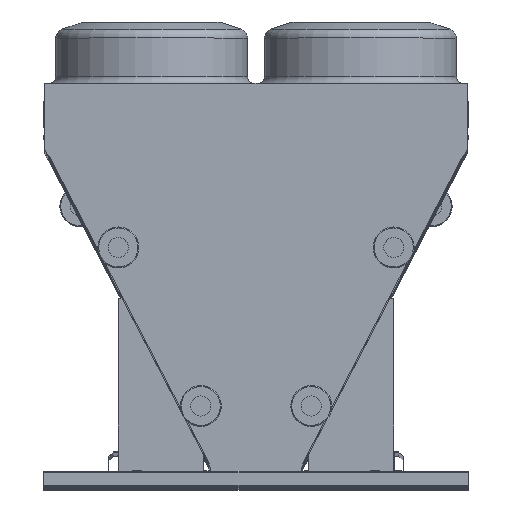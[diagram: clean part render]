
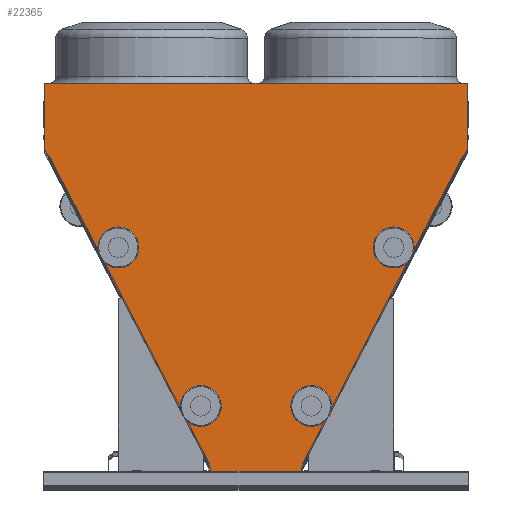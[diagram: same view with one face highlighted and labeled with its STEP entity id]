
A CAD part, top view. The second image highlights one B-rep face of the part: STEP entity #22365.
In plain terms, the highlighted planar face has unit normal (0, 0, 1).
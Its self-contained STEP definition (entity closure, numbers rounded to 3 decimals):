
#1300 = CARTESIAN_POINT ( 'NONE',  ( -1136.282, 1727.462, 0. ) ) ;
#1440 = CARTESIAN_POINT ( 'NONE',  ( -279.893, 1.482, 0. ) ) ;
#1642 = DIRECTION ( 'NONE',  ( 0., -1., 0. ) ) ;
#2459 = EDGE_CURVE ( 'NONE', #24997, #4448, #46700, .T. ) ;
#2723 = VECTOR ( 'NONE', #16570, 1000. ) ;
#3956 = CARTESIAN_POINT ( 'NONE',  ( 1127.607, 1711.053, 0. ) ) ;
#3971 = CARTESIAN_POINT ( 'NONE',  ( 1136.15, 1727.462, 0. ) ) ;
#3999 = VERTEX_POINT ( 'NONE', #4240 ) ;
#4240 = CARTESIAN_POINT ( 'NONE',  ( -279.893, 1.482, 0. ) ) ;
#4448 = VERTEX_POINT ( 'NONE', #29444 ) ;
#4553 = LINE ( 'NONE', #20373, #5940 ) ;
#4992 = ORIENTED_EDGE ( 'NONE', *, *, #48941, .T. ) ;
#5013 = ORIENTED_EDGE ( 'NONE', *, *, #31461, .T. ) ;
#5026 = EDGE_CURVE ( 'NONE', #29375, #48331, #20162, .T. ) ;
#5329 = VECTOR ( 'NONE', #32042, 1000. ) ;
#5537 = ORIENTED_EDGE ( 'NONE', *, *, #2459, .T. ) ;
#5761 = CARTESIAN_POINT ( 'NONE',  ( 246.893, 17.358, 0. ) ) ;
#5940 = VECTOR ( 'NONE', #46531, 1000. ) ;
#5955 = DIRECTION ( 'NONE',  ( -0.463, 0.886, 0. ) ) ;
#5990 = ORIENTED_EDGE ( 'NONE', *, *, #50802, .T. ) ;
#6631 = LINE ( 'NONE', #25331, #9382 ) ;
#7147 = VERTEX_POINT ( 'NONE', #8420 ) ;
#8420 = CARTESIAN_POINT ( 'NONE',  ( 1136.15, 2083.62, 0. ) ) ;
#8806 = ORIENTED_EDGE ( 'NONE', *, *, #24770, .T. ) ;
#9382 = VECTOR ( 'NONE', #25515, 1000. ) ;
#9384 = CARTESIAN_POINT ( 'NONE',  ( -1136.282, 2083.62, 0. ) ) ;
#9395 = DIRECTION ( 'NONE',  ( 0., 0., -1. ) ) ;
#9879 = VERTEX_POINT ( 'NONE', #3971 ) ;
#11465 = ORIENTED_EDGE ( 'NONE', *, *, #43653, .T. ) ;
#11650 = DIRECTION ( 'NONE',  ( 0., 1., 0. ) ) ;
#12153 = LINE ( 'NONE', #5761, #45635 ) ;
#12330 = CARTESIAN_POINT ( 'NONE',  ( 1126.218, 1711.776, 0. ) ) ;
#12473 = CARTESIAN_POINT ( 'NONE',  ( 246.893, 1.482, 0. ) ) ;
#12510 = VECTOR ( 'NONE', #39966, 1000. ) ;
#12923 = DIRECTION ( 'NONE',  ( -0.461, -0.887, 0. ) ) ;
#13483 = DIRECTION ( 'NONE',  ( 0.462, -0.887, 0. ) ) ;
#13618 = ORIENTED_EDGE ( 'NONE', *, *, #46686, .T. ) ;
#13820 = VECTOR ( 'NONE', #1642, 1000. ) ;
#14350 = VECTOR ( 'NONE', #30893, 1000. ) ;
#14415 = LINE ( 'NONE', #38123, #2723 ) ;
#14753 = VERTEX_POINT ( 'NONE', #23042 ) ;
#15405 = CARTESIAN_POINT ( 'NONE',  ( -246.893, 17.358, 0. ) ) ;
#15925 = VERTEX_POINT ( 'NONE', #22637 ) ;
#16570 = DIRECTION ( 'NONE',  ( 0., 1., 0. ) ) ;
#16624 = DIRECTION ( 'NONE',  ( 0.887, 0.462, 0. ) ) ;
#16733 = EDGE_CURVE ( 'NONE', #3999, #24997, #37072, .T. ) ;
#17261 = ORIENTED_EDGE ( 'NONE', *, *, #21654, .T. ) ;
#17429 = EDGE_CURVE ( 'NONE', #4448, #25609, #14415, .T. ) ;
#17749 = CARTESIAN_POINT ( 'NONE',  ( -1127.739, 1711.053, 0. ) ) ;
#18038 = VERTEX_POINT ( 'NONE', #38442 ) ;
#18281 = ORIENTED_EDGE ( 'NONE', *, *, #45966, .T. ) ;
#18444 = LINE ( 'NONE', #39083, #31366 ) ;
#18806 = VECTOR ( 'NONE', #13483, 1000. ) ;
#19041 = VECTOR ( 'NONE', #51668, 1000. ) ;
#19328 = CARTESIAN_POINT ( 'NONE',  ( -279.893, 0., 0. ) ) ;
#20039 = ORIENTED_EDGE ( 'NONE', *, *, #16733, .T. ) ;
#20162 = LINE ( 'NONE', #52867, #18806 ) ;
#20218 = VECTOR ( 'NONE', #56380, 1000. ) ;
#20373 = CARTESIAN_POINT ( 'NONE',  ( 279.893, 1.482, 0. ) ) ;
#21010 = CARTESIAN_POINT ( 'NONE',  ( -1127.739, 1711.053, 0. ) ) ;
#21084 = CARTESIAN_POINT ( 'NONE',  ( 245.39, 20.232, 0. ) ) ;
#21654 = EDGE_CURVE ( 'NONE', #56209, #14753, #43428, .T. ) ;
#22365 = ADVANCED_FACE ( 'NONE', ( #25558 ), #35594, .F. ) ;
#22637 = CARTESIAN_POINT ( 'NONE',  ( 245.39, 20.232, 0. ) ) ;
#23042 = CARTESIAN_POINT ( 'NONE',  ( 246.893, 17.358, 0. ) ) ;
#23189 = DIRECTION ( 'NONE',  ( 1., 0., 0. ) ) ;
#24127 = LINE ( 'NONE', #9384, #12510 ) ;
#24770 = EDGE_CURVE ( 'NONE', #37818, #44998, #6631, .T. ) ;
#24997 = VERTEX_POINT ( 'NONE', #36589 ) ;
#25331 = CARTESIAN_POINT ( 'NONE',  ( 1127.607, 1711.053, 0. ) ) ;
#25415 = VECTOR ( 'NONE', #11650, 1000. ) ;
#25490 = CARTESIAN_POINT ( 'NONE',  ( -1126.246, 1711.83, 0. ) ) ;
#25515 = DIRECTION ( 'NONE',  ( 0.887, -0.462, 0. ) ) ;
#25558 = FACE_OUTER_BOUND ( 'NONE', #31929, .T. ) ;
#25609 = VERTEX_POINT ( 'NONE', #27900 ) ;
#27074 = ORIENTED_EDGE ( 'NONE', *, *, #17429, .T. ) ;
#27487 = LINE ( 'NONE', #15405, #39112 ) ;
#27855 = LINE ( 'NONE', #21084, #19041 ) ;
#27900 = CARTESIAN_POINT ( 'NONE',  ( 279.893, 1.482, 0. ) ) ;
#28335 = VERTEX_POINT ( 'NONE', #38880 ) ;
#28601 = LINE ( 'NONE', #1440, #5329 ) ;
#29375 = VERTEX_POINT ( 'NONE', #25490 ) ;
#29444 = CARTESIAN_POINT ( 'NONE',  ( 279.893, 0., 0. ) ) ;
#29474 = ORIENTED_EDGE ( 'NONE', *, *, #40250, .T. ) ;
#30055 = LINE ( 'NONE', #17749, #14350 ) ;
#30893 = DIRECTION ( 'NONE',  ( 0.462, -0.887, 0. ) ) ;
#31366 = VECTOR ( 'NONE', #12923, 1000. ) ;
#31461 = EDGE_CURVE ( 'NONE', #14753, #15925, #12153, .T. ) ;
#31929 = EDGE_LOOP ( 'NONE', ( #45953, #49925, #53980, #36307, #5990, #4992, #18281, #20039, #5537, #27074, #13618, #17261, #5013, #29474, #8806, #34585, #38986, #11465 ) ) ;
#32042 = DIRECTION ( 'NONE',  ( -1., 0., 0. ) ) ;
#32947 = CARTESIAN_POINT ( 'NONE',  ( 1127.607, 1711.053, 0. ) ) ;
#34572 = DIRECTION ( 'NONE',  ( 0.462, 0.887, 0. ) ) ;
#34585 = ORIENTED_EDGE ( 'NONE', *, *, #42322, .T. ) ;
#34749 = CARTESIAN_POINT ( 'NONE',  ( -246.893, 1.482, 0. ) ) ;
#35075 = VECTOR ( 'NONE', #23189, 1000. ) ;
#35594 = PLANE ( 'NONE',  #53286 ) ;
#35801 = VECTOR ( 'NONE', #16624, 1000. ) ;
#35912 = EDGE_CURVE ( 'NONE', #28335, #53110, #35933, .T. ) ;
#35933 = LINE ( 'NONE', #1300, #46190 ) ;
#36307 = ORIENTED_EDGE ( 'NONE', *, *, #5026, .T. ) ;
#36589 = CARTESIAN_POINT ( 'NONE',  ( -279.893, 0., 0. ) ) ;
#37061 = LINE ( 'NONE', #37814, #25415 ) ;
#37072 = LINE ( 'NONE', #19328, #13820 ) ;
#37814 = CARTESIAN_POINT ( 'NONE',  ( 1136.15, 2083.62, 0. ) ) ;
#37818 = VERTEX_POINT ( 'NONE', #12330 ) ;
#38123 = CARTESIAN_POINT ( 'NONE',  ( 279.893, 0., 0. ) ) ;
#38442 = CARTESIAN_POINT ( 'NONE',  ( -1127.739, 1711.053, 0. ) ) ;
#38880 = CARTESIAN_POINT ( 'NONE',  ( -1136.282, 2083.62, 0. ) ) ;
#38986 = ORIENTED_EDGE ( 'NONE', *, *, #56692, .T. ) ;
#39083 = CARTESIAN_POINT ( 'NONE',  ( -246.893, 17.358, 0. ) ) ;
#39112 = VECTOR ( 'NONE', #45962, 1000. ) ;
#39966 = DIRECTION ( 'NONE',  ( -1., 0., 0. ) ) ;
#39978 = DIRECTION ( 'NONE',  ( -1., 0., 0. ) ) ;
#40250 = EDGE_CURVE ( 'NONE', #15925, #37818, #27855, .T. ) ;
#40562 = CARTESIAN_POINT ( 'NONE',  ( 279.893, 0., 0. ) ) ;
#42322 = EDGE_CURVE ( 'NONE', #44998, #9879, #55095, .T. ) ;
#43398 = VECTOR ( 'NONE', #34572, 1000. ) ;
#43428 = LINE ( 'NONE', #51760, #20218 ) ;
#43653 = EDGE_CURVE ( 'NONE', #7147, #28335, #24127, .T. ) ;
#43939 = VERTEX_POINT ( 'NONE', #55100 ) ;
#44184 = VERTEX_POINT ( 'NONE', #34749 ) ;
#44998 = VERTEX_POINT ( 'NONE', #32947 ) ;
#45635 = VECTOR ( 'NONE', #5955, 1000. ) ;
#45877 = CARTESIAN_POINT ( 'NONE',  ( -1136.282, 1727.462, 0. ) ) ;
#45953 = ORIENTED_EDGE ( 'NONE', *, *, #35912, .T. ) ;
#45962 = DIRECTION ( 'NONE',  ( 0., -1., 0. ) ) ;
#45966 = EDGE_CURVE ( 'NONE', #44184, #3999, #28601, .T. ) ;
#46190 = VECTOR ( 'NONE', #53752, 1000. ) ;
#46531 = DIRECTION ( 'NONE',  ( -1., 0., 0. ) ) ;
#46686 = EDGE_CURVE ( 'NONE', #25609, #56209, #4553, .T. ) ;
#46700 = LINE ( 'NONE', #40562, #35075 ) ;
#48331 = VERTEX_POINT ( 'NONE', #54485 ) ;
#48597 = CARTESIAN_POINT ( 'NONE',  ( 0., 0., 0. ) ) ;
#48800 = LINE ( 'NONE', #21010, #35801 ) ;
#48941 = EDGE_CURVE ( 'NONE', #43939, #44184, #27487, .T. ) ;
#49925 = ORIENTED_EDGE ( 'NONE', *, *, #50343, .T. ) ;
#50343 = EDGE_CURVE ( 'NONE', #53110, #18038, #30055, .T. ) ;
#50802 = EDGE_CURVE ( 'NONE', #48331, #43939, #18444, .T. ) ;
#51668 = DIRECTION ( 'NONE',  ( 0.462, 0.887, 0. ) ) ;
#51760 = CARTESIAN_POINT ( 'NONE',  ( 246.893, 17.358, 0. ) ) ;
#52867 = CARTESIAN_POINT ( 'NONE',  ( -245.403, 20.223, 0. ) ) ;
#53110 = VERTEX_POINT ( 'NONE', #45877 ) ;
#53286 = AXIS2_PLACEMENT_3D ( 'NONE', #48597, #9395, #39978 ) ;
#53752 = DIRECTION ( 'NONE',  ( 0., -1., 0. ) ) ;
#53980 = ORIENTED_EDGE ( 'NONE', *, *, #55009, .T. ) ;
#54485 = CARTESIAN_POINT ( 'NONE',  ( -245.403, 20.223, 0. ) ) ;
#55009 = EDGE_CURVE ( 'NONE', #18038, #29375, #48800, .T. ) ;
#55095 = LINE ( 'NONE', #3956, #43398 ) ;
#55100 = CARTESIAN_POINT ( 'NONE',  ( -246.893, 17.358, 0. ) ) ;
#56209 = VERTEX_POINT ( 'NONE', #12473 ) ;
#56380 = DIRECTION ( 'NONE',  ( 0., 1., 0. ) ) ;
#56692 = EDGE_CURVE ( 'NONE', #9879, #7147, #37061, .T. ) ;
